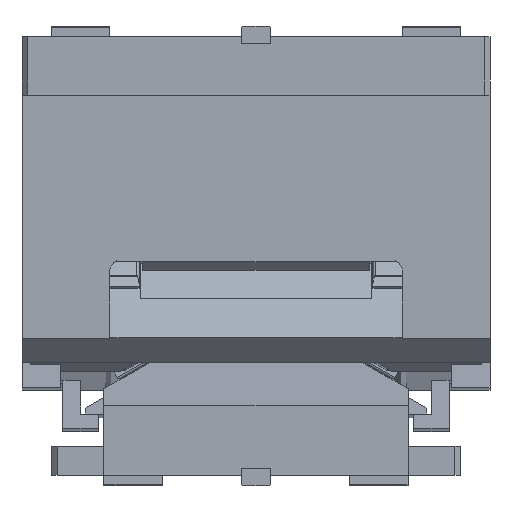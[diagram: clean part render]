
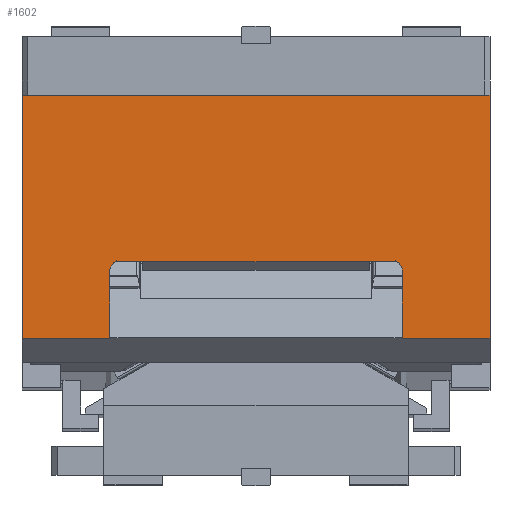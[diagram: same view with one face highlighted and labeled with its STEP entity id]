
A CAD part, left-side view. The second image highlights one B-rep face of the part: STEP entity #1602.
In plain terms, the highlighted planar face has unit normal (-1, 0, 0).
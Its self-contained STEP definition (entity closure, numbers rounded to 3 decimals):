
#785=CARTESIAN_POINT('Vertex',(45.,125.,-258.)) ;
#790=CARTESIAN_POINT('Line Origine',(45.,162.5,-258.)) ;
#794=CARTESIAN_POINT('Vertex',(45.,200.,-258.)) ;
#1365=CARTESIAN_POINT('Line Origine',(45.,200.,-154.)) ;
#1369=CARTESIAN_POINT('Vertex',(45.,200.,-50.)) ;
#1498=CARTESIAN_POINT('Vertex',(45.,125.,-200.813)) ;
#1501=CARTESIAN_POINT('Line Origine',(45.,125.,-229.406)) ;
#1514=CARTESIAN_POINT('Axis2P3D Location',(45.,200.,-55.)) ;
#1520=CARTESIAN_POINT('Control Point',(45.,125.,-200.813)) ;
#1521=CARTESIAN_POINT('Control Point',(45.,125.,-199.741)) ;
#1522=CARTESIAN_POINT('Control Point',(45.,124.88,-198.631)) ;
#1523=CARTESIAN_POINT('Control Point',(45.,124.624,-197.519)) ;
#1524=CARTESIAN_POINT('Control Point',(45.,123.976,-195.81)) ;
#1525=CARTESIAN_POINT('Control Point',(45.,122.968,-194.379)) ;
#1526=CARTESIAN_POINT('Control Point',(45.,122.537,-193.891)) ;
#1527=CARTESIAN_POINT('Control Point',(45.,121.624,-193.088)) ;
#1528=CARTESIAN_POINT('Control Point',(45.,120.603,-192.586)) ;
#1529=CARTESIAN_POINT('Control Point',(45.,120.098,-192.424)) ;
#1530=CARTESIAN_POINT('Control Point',(45.,119.573,-192.337)) ;
#1531=CARTESIAN_POINT('Control Point',(45.,119.062,-192.328)) ;
#1532=CARTESIAN_POINT('Control Point',(45.,119.041,-192.328)) ;
#1533=CARTESIAN_POINT('Control Point',(45.,119.021,-192.327)) ;
#1534=CARTESIAN_POINT('Control Point',(45.,119.,-192.327)) ;
#1535=CARTESIAN_POINT('Vertex',(45.,119.,-192.327)) ;
#1538=CARTESIAN_POINT('Line Origine',(45.,0.,-192.327)) ;
#1542=CARTESIAN_POINT('Vertex',(45.,-119.,-192.327)) ;
#1546=CARTESIAN_POINT('Control Point',(45.,-119.,-192.327)) ;
#1547=CARTESIAN_POINT('Control Point',(45.,-119.489,-192.327)) ;
#1548=CARTESIAN_POINT('Control Point',(45.,-119.991,-192.398)) ;
#1549=CARTESIAN_POINT('Control Point',(45.,-120.497,-192.547)) ;
#1550=CARTESIAN_POINT('Control Point',(45.,-121.521,-193.02)) ;
#1551=CARTESIAN_POINT('Control Point',(45.,-122.443,-193.798)) ;
#1552=CARTESIAN_POINT('Control Point',(45.,-122.88,-194.273)) ;
#1553=CARTESIAN_POINT('Control Point',(45.,-123.906,-195.674)) ;
#1554=CARTESIAN_POINT('Control Point',(45.,-124.577,-197.364)) ;
#1555=CARTESIAN_POINT('Control Point',(45.,-124.849,-198.468)) ;
#1556=CARTESIAN_POINT('Control Point',(45.,-124.988,-199.608)) ;
#1557=CARTESIAN_POINT('Control Point',(45.,-125.,-200.712)) ;
#1558=CARTESIAN_POINT('Control Point',(45.,-125.,-200.746)) ;
#1559=CARTESIAN_POINT('Control Point',(45.,-125.,-200.779)) ;
#1560=CARTESIAN_POINT('Control Point',(45.,-125.,-200.813)) ;
#1561=CARTESIAN_POINT('Vertex',(45.,-125.,-200.813)) ;
#1564=CARTESIAN_POINT('Line Origine',(45.,-125.,-229.406)) ;
#1568=CARTESIAN_POINT('Vertex',(45.,-125.,-258.)) ;
#1571=CARTESIAN_POINT('Line Origine',(45.,-162.5,-258.)) ;
#1575=CARTESIAN_POINT('Vertex',(45.,-200.,-258.)) ;
#1578=CARTESIAN_POINT('Line Origine',(45.,-200.,-154.)) ;
#1582=CARTESIAN_POINT('Vertex',(45.,-200.,-50.)) ;
#1585=CARTESIAN_POINT('Line Origine',(45.,0.,-50.)) ;
#791=DIRECTION('Vector Direction',(0.,1.,0.)) ;
#1366=DIRECTION('Vector Direction',(0.,0.,-1.)) ;
#1502=DIRECTION('Vector Direction',(0.,0.,1.)) ;
#1515=DIRECTION('Axis2P3D Direction',(1.,0.,0.)) ;
#1516=DIRECTION('Axis2P3D XDirection',(0.,0.,-1.)) ;
#1539=DIRECTION('Vector Direction',(0.,-1.,0.)) ;
#1565=DIRECTION('Vector Direction',(0.,0.,-1.)) ;
#1572=DIRECTION('Vector Direction',(0.,1.,0.)) ;
#1579=DIRECTION('Vector Direction',(0.,0.,-1.)) ;
#1586=DIRECTION('Vector Direction',(0.,1.,0.)) ;
#1517=AXIS2_PLACEMENT_3D('Plane Axis2P3D',#1514,#1515,#1516) ;
#1591=ORIENTED_EDGE('',*,*,#1371,.T.) ;
#1592=ORIENTED_EDGE('',*,*,#796,.F.) ;
#1593=ORIENTED_EDGE('',*,*,#1505,.T.) ;
#1594=ORIENTED_EDGE('',*,*,#1537,.T.) ;
#1595=ORIENTED_EDGE('',*,*,#1544,.T.) ;
#1596=ORIENTED_EDGE('',*,*,#1563,.T.) ;
#1597=ORIENTED_EDGE('',*,*,#1570,.T.) ;
#1598=ORIENTED_EDGE('',*,*,#1577,.F.) ;
#1599=ORIENTED_EDGE('',*,*,#1584,.F.) ;
#1600=ORIENTED_EDGE('',*,*,#1589,.T.) ;
#792=VECTOR('Line Direction',#791,1.) ;
#1367=VECTOR('Line Direction',#1366,1.) ;
#1503=VECTOR('Line Direction',#1502,1.) ;
#1540=VECTOR('Line Direction',#1539,1.) ;
#1566=VECTOR('Line Direction',#1565,1.) ;
#1573=VECTOR('Line Direction',#1572,1.) ;
#1580=VECTOR('Line Direction',#1579,1.) ;
#1587=VECTOR('Line Direction',#1586,1.) ;
#1602=ADVANCED_FACE('CAM HOLDER',(#1601),#1518,.F.) ;
#1519=B_SPLINE_CURVE_WITH_KNOTS('',5,(#1520,#1521,#1522,#1523,#1524,#1525,#1526,#1527,#1528,#1529,#1530,#1531,#1532,#1533,#1534),.UNSPECIFIED.,.F.,.U.,(6,3,3,3,6),(0.,7.833,12.599,17.02,17.206),.UNSPECIFIED.) ;
#1545=B_SPLINE_CURVE_WITH_KNOTS('',5,(#1546,#1547,#1548,#1549,#1550,#1551,#1552,#1553,#1554,#1555,#1556,#1557,#1558,#1559,#1560),.UNSPECIFIED.,.F.,.U.,(6,3,3,3,6),(0.,4.419,9.161,16.961,17.206),.UNSPECIFIED.) ;
#796=EDGE_CURVE('',#786,#795,#793,.T.) ;
#1371=EDGE_CURVE('',#1370,#795,#1368,.T.) ;
#1505=EDGE_CURVE('',#786,#1499,#1504,.T.) ;
#1537=EDGE_CURVE('',#1499,#1536,#1519,.T.) ;
#1544=EDGE_CURVE('',#1536,#1543,#1541,.T.) ;
#1563=EDGE_CURVE('',#1543,#1562,#1545,.T.) ;
#1570=EDGE_CURVE('',#1562,#1569,#1567,.T.) ;
#1577=EDGE_CURVE('',#1576,#1569,#1574,.T.) ;
#1584=EDGE_CURVE('',#1583,#1576,#1581,.T.) ;
#1589=EDGE_CURVE('',#1583,#1370,#1588,.T.) ;
#1590=EDGE_LOOP('',(#1591,#1592,#1593,#1594,#1595,#1596,#1597,#1598,#1599,#1600)) ;
#1601=FACE_OUTER_BOUND('',#1590,.T.) ;
#793=LINE('Line',#790,#792) ;
#1368=LINE('Line',#1365,#1367) ;
#1504=LINE('Line',#1501,#1503) ;
#1541=LINE('Line',#1538,#1540) ;
#1567=LINE('Line',#1564,#1566) ;
#1574=LINE('Line',#1571,#1573) ;
#1581=LINE('Line',#1578,#1580) ;
#1588=LINE('Line',#1585,#1587) ;
#1518=PLANE('Plane',#1517) ;
#786=VERTEX_POINT('',#785) ;
#795=VERTEX_POINT('',#794) ;
#1370=VERTEX_POINT('',#1369) ;
#1499=VERTEX_POINT('',#1498) ;
#1536=VERTEX_POINT('',#1535) ;
#1543=VERTEX_POINT('',#1542) ;
#1562=VERTEX_POINT('',#1561) ;
#1569=VERTEX_POINT('',#1568) ;
#1576=VERTEX_POINT('',#1575) ;
#1583=VERTEX_POINT('',#1582) ;
